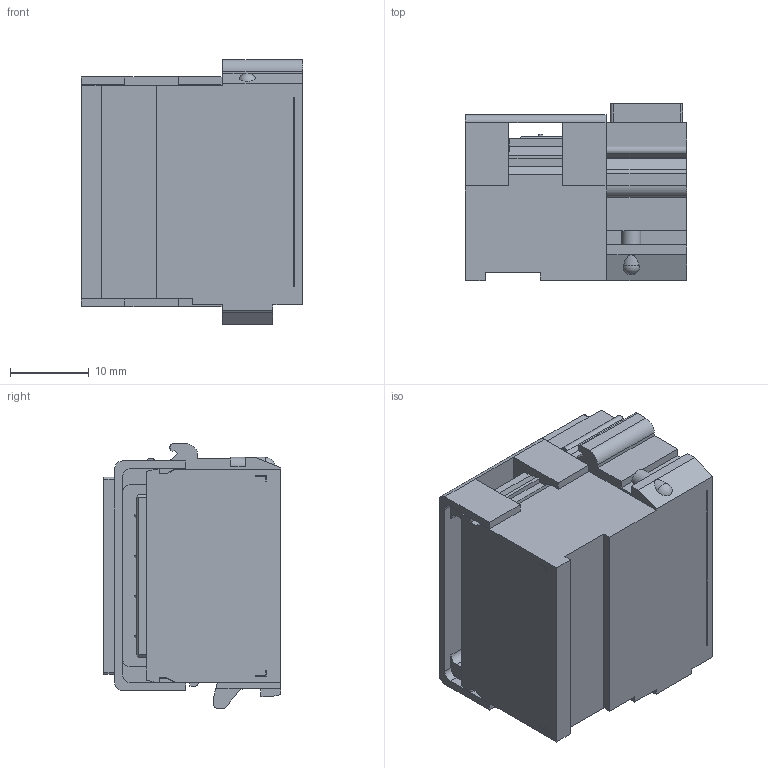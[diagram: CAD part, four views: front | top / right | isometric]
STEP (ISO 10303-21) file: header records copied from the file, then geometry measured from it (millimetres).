
FILE_DESCRIPTION((''),'2;1');
FILE_NAME('00176501999','2020-08-18T',('presta_be4'),(''),'CREO PARAMETRIC BY PTC INC, 2018360','CREO PARAMETRIC BY PTC INC, 2018360','');
FILE_SCHEMA(('CONFIG_CONTROL_DESIGN'));
Products named in the file (1): 00176501999
Bounding box: 28 x 22.45 x 33.55 mm (x, y, z)
Volume: 11438.2 mm3; surface area: 13766.1 mm2
Topology: 11 solids, 11 shells, 3513 faces, 8899 edges, 5723 vertices
Faces by surface type: plane 2279, cylinder 541, cone 384, torus 292, sphere 17
Entity records: 106323 total; most frequent: CARTESIAN_POINT 19924, DIRECTION 18220, ORIENTED_EDGE 17718, EDGE_CURVE 8859, AXIS2_PLACEMENT_3D 6236, VECTOR 5748, LINE 5748, VERTEX_POINT 5723
